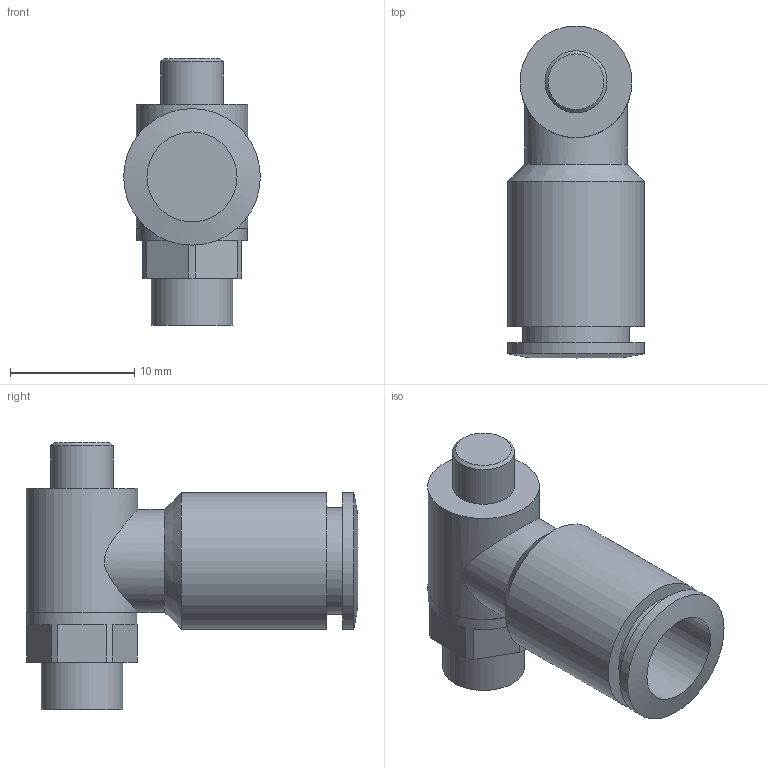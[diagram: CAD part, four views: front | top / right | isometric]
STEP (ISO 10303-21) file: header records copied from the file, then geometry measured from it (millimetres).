
FILE_DESCRIPTION(/* description */ ('Unknown'),/* implementation_level */ '2;1');
FILE_NAME(/* name */ 'MRFC.06.M5',/* time_stamp */ '2020-08-17T13:29:50-04:00',/* author */ ('Unknown'),/* organization */ ('Unknown'),/* preprocessor_version */ 'ST-DEVELOPER v16.7',/* originating_system */ 'Solid Edge',/* authorisation */ 'Unknown');
FILE_SCHEMA (('AUTOMOTIVE_DESIGN {1 0 10303 214 3 1 1}'));
Length unit declared in the file: millimetre
Products named in the file (1): MRFC.06.M5
Bounding box: 11 x 26.73 x 21.46 mm (x, y, z)
Volume: 1915.2 mm3; surface area: 1769.8 mm2
Topology: 1 solids, 1 shells, 38 faces, 87 edges, 58 vertices
Faces by surface type: plane 25, cylinder 10, cone 3
Full cylindrical faces by diameter (mm): 3.75 x1, 5 x1, 6.6 x1, 7.25 x1, 8.25 x1, 8.6 x1, 8.9 x1, 9 x1, 11 x2
Entity records: 1010 total; most frequent: CARTESIAN_POINT 182, DIRECTION 178, ORIENTED_EDGE 134, AXIS2_PLACEMENT_3D 73, EDGE_CURVE 67, EDGE_LOOP 58, FACE_BOUND 58, VERTEX_POINT 51
